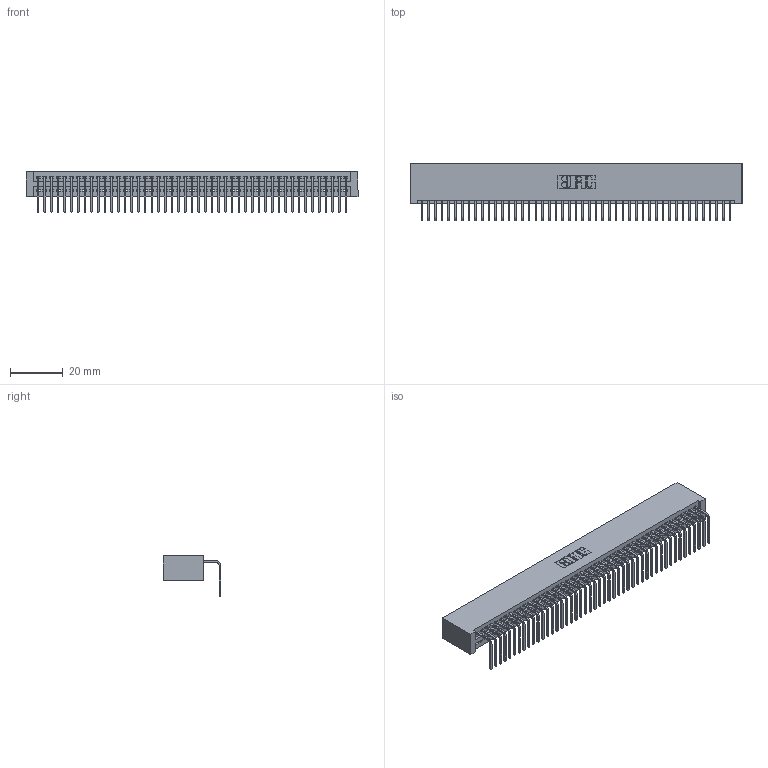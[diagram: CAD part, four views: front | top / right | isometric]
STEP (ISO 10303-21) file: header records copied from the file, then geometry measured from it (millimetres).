
FILE_DESCRIPTION (( 'STEP AP203' ), '1' );
FILE_NAME ('345-047-558-101.STEP', '2019-10-10T17:30:04', ( '' ), ( '' ), 'SwSTEP 2.0', 'SolidWorks 2016', '' );
FILE_SCHEMA (( 'CONFIG_CONTROL_DESIGN' ));
Length unit declared in the file: inch
Products named in the file (3): 345 Part_No Mounting Lugs; 345-292-001_558 Tail - 2; 345-047-558-101
Assembly tree (48 placements, depth 2):
  345-047-558-101
    345 Part_No Mounting Lugs
    345-292-001_558 Tail - 2  x47
Bounding box: 125.98 x 21.83 x 15.37 mm (x, y, z)
Volume: 12748 mm3; surface area: 18119.2 mm2
Topology: 48 solids, 48 shells, 2938 faces, 8871 edges, 5850 vertices
Faces by surface type: plane 2050, cylinder 888
Entity records: 34507 total; most frequent: CARTESIAN_POINT 5985, ORIENTED_EDGE 5966, DIRECTION 5213, EDGE_CURVE 2983, VECTOR 2671, LINE 2671, VERTEX_POINT 1986, AXIS2_PLACEMENT_3D 1271
